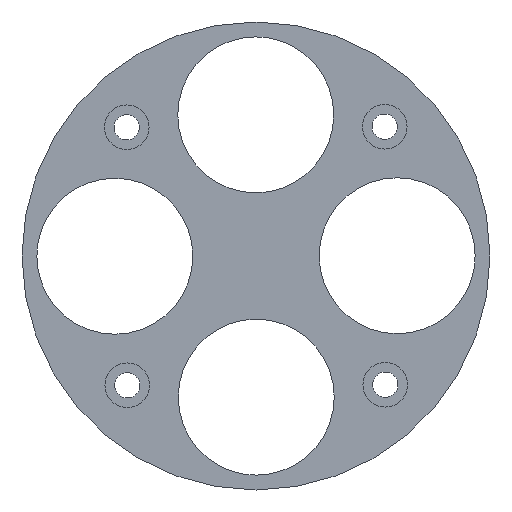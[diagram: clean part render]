
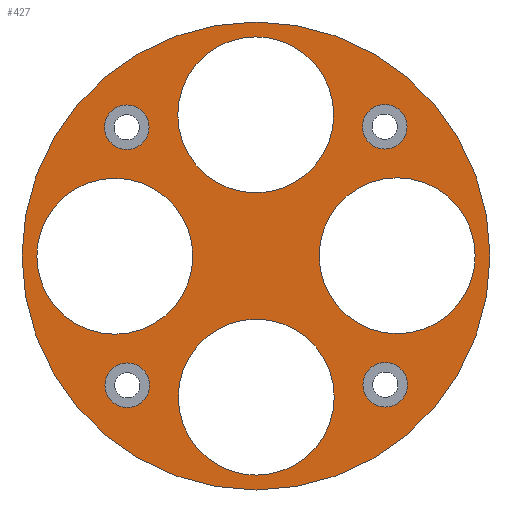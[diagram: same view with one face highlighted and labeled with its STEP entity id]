
A CAD part, left-side view. The second image highlights one B-rep face of the part: STEP entity #427.
In plain terms, the highlighted face is planar.
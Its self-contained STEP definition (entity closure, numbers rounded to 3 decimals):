
#35=FACE_BOUND('',#109,.T.);
#36=FACE_BOUND('',#110,.T.);
#37=FACE_BOUND('',#111,.T.);
#38=FACE_BOUND('',#112,.T.);
#39=FACE_BOUND('',#113,.T.);
#40=FACE_BOUND('',#114,.T.);
#41=FACE_BOUND('',#115,.T.);
#42=FACE_BOUND('',#116,.T.);
#59=PLANE('',#488);
#77=FACE_OUTER_BOUND('',#108,.T.);
#108=EDGE_LOOP('',(#336));
#109=EDGE_LOOP('',(#337));
#110=EDGE_LOOP('',(#338));
#111=EDGE_LOOP('',(#339));
#112=EDGE_LOOP('',(#340));
#113=EDGE_LOOP('',(#341));
#114=EDGE_LOOP('',(#342));
#115=EDGE_LOOP('',(#343));
#116=EDGE_LOOP('',(#344));
#177=CIRCLE('',#461,3.);
#180=CIRCLE('',#466,3.);
#183=CIRCLE('',#471,3.);
#186=CIRCLE('',#476,3.);
#193=CIRCLE('',#489,31.5);
#194=CIRCLE('',#490,10.5);
#195=CIRCLE('',#491,10.5);
#196=CIRCLE('',#492,10.5);
#197=CIRCLE('',#493,10.5);
#211=VERTEX_POINT('',#688);
#214=VERTEX_POINT('',#697);
#217=VERTEX_POINT('',#706);
#220=VERTEX_POINT('',#715);
#227=VERTEX_POINT('',#740);
#228=VERTEX_POINT('',#742);
#229=VERTEX_POINT('',#744);
#230=VERTEX_POINT('',#746);
#231=VERTEX_POINT('',#748);
#245=EDGE_CURVE('',#211,#211,#177,.T.);
#249=EDGE_CURVE('',#214,#214,#180,.T.);
#253=EDGE_CURVE('',#217,#217,#183,.T.);
#257=EDGE_CURVE('',#220,#220,#186,.T.);
#269=EDGE_CURVE('',#227,#227,#193,.T.);
#270=EDGE_CURVE('',#228,#228,#194,.T.);
#271=EDGE_CURVE('',#229,#229,#195,.T.);
#272=EDGE_CURVE('',#230,#230,#196,.T.);
#273=EDGE_CURVE('',#231,#231,#197,.T.);
#336=ORIENTED_EDGE('',*,*,#269,.F.);
#337=ORIENTED_EDGE('',*,*,#245,.T.);
#338=ORIENTED_EDGE('',*,*,#249,.T.);
#339=ORIENTED_EDGE('',*,*,#253,.T.);
#340=ORIENTED_EDGE('',*,*,#257,.T.);
#341=ORIENTED_EDGE('',*,*,#270,.F.);
#342=ORIENTED_EDGE('',*,*,#271,.F.);
#343=ORIENTED_EDGE('',*,*,#272,.F.);
#344=ORIENTED_EDGE('',*,*,#273,.F.);
#427=ADVANCED_FACE('',(#77,#35,#36,#37,#38,#39,#40,#41,#42),#59,.F.);
#461=AXIS2_PLACEMENT_3D('',#689,#537,#538);
#466=AXIS2_PLACEMENT_3D('',#698,#548,#549);
#471=AXIS2_PLACEMENT_3D('',#707,#559,#560);
#476=AXIS2_PLACEMENT_3D('',#716,#570,#571);
#488=AXIS2_PLACEMENT_3D('',#739,#599,#600);
#489=AXIS2_PLACEMENT_3D('',#741,#601,#602);
#490=AXIS2_PLACEMENT_3D('',#743,#603,#604);
#491=AXIS2_PLACEMENT_3D('',#745,#605,#606);
#492=AXIS2_PLACEMENT_3D('',#747,#607,#608);
#493=AXIS2_PLACEMENT_3D('',#749,#609,#610);
#537=DIRECTION('center_axis',(0.,0.,1.));
#538=DIRECTION('ref_axis',(1.,0.,0.));
#548=DIRECTION('center_axis',(0.,0.,1.));
#549=DIRECTION('ref_axis',(1.,0.,0.));
#559=DIRECTION('center_axis',(0.,0.,1.));
#560=DIRECTION('ref_axis',(1.,0.,0.));
#570=DIRECTION('center_axis',(0.,0.,1.));
#571=DIRECTION('ref_axis',(1.,0.,0.));
#599=DIRECTION('center_axis',(0.,0.,1.));
#600=DIRECTION('ref_axis',(1.,0.,0.));
#601=DIRECTION('center_axis',(0.,0.,1.));
#602=DIRECTION('ref_axis',(1.,0.,0.));
#603=DIRECTION('center_axis',(0.,0.,-1.));
#604=DIRECTION('ref_axis',(1.,0.,0.));
#605=DIRECTION('center_axis',(0.,0.,-1.));
#606=DIRECTION('ref_axis',(1.,0.,0.));
#607=DIRECTION('center_axis',(0.,0.,-1.));
#608=DIRECTION('ref_axis',(1.,0.,0.));
#609=DIRECTION('center_axis',(0.,0.,-1.));
#610=DIRECTION('ref_axis',(1.,0.,0.));
#688=CARTESIAN_POINT('',(-20.398,-17.332,8.));
#689=CARTESIAN_POINT('Origin',(-17.398,-17.332,8.));
#697=CARTESIAN_POINT('',(-20.332,17.398,8.));
#698=CARTESIAN_POINT('Origin',(-17.332,17.398,8.));
#706=CARTESIAN_POINT('',(14.332,-17.398,8.));
#707=CARTESIAN_POINT('Origin',(17.332,-17.398,8.));
#715=CARTESIAN_POINT('',(14.398,17.332,8.));
#716=CARTESIAN_POINT('Origin',(17.398,17.332,8.));
#739=CARTESIAN_POINT('Origin',(0.,0.,
8.));
#740=CARTESIAN_POINT('',(-31.5,0.,8.));
#741=CARTESIAN_POINT('Origin',(0.,0.,
8.));
#742=CARTESIAN_POINT('',(-29.5,0.036,8.));
#743=CARTESIAN_POINT('Origin',(-19.,0.036,8.));
#744=CARTESIAN_POINT('',(8.5,-0.036,8.));
#745=CARTESIAN_POINT('Origin',(19.,-0.036,8.));
#746=CARTESIAN_POINT('',(-10.536,-19.,8.));
#747=CARTESIAN_POINT('Origin',(-0.036,-19.,8.));
#748=CARTESIAN_POINT('',(-10.464,19.,8.));
#749=CARTESIAN_POINT('Origin',(0.036,19.,8.));
